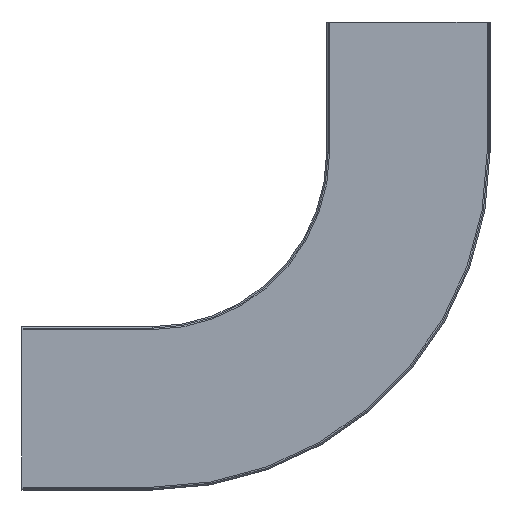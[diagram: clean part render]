
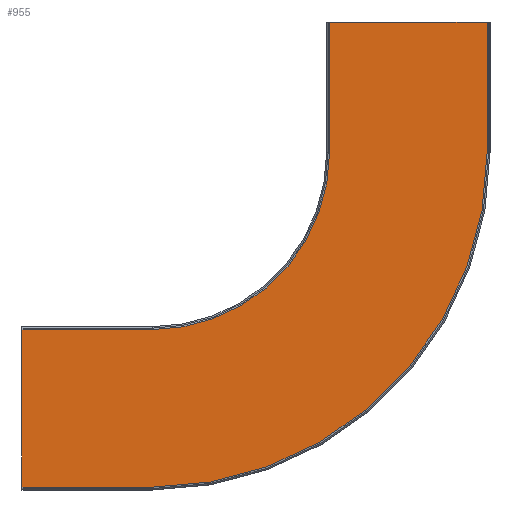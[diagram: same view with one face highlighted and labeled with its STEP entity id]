
A CAD part, left-side view. The second image highlights one B-rep face of the part: STEP entity #955.
In plain terms, the highlighted planar face has unit normal (-1, 0, 0).
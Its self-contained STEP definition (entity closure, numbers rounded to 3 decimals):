
#328=DIRECTION('',(0.,-1.,0.));
#329=VECTOR('',#328,109.);
#330=CARTESIAN_POINT('',(-1.5,57.71,-8.96));
#331=LINE('',#330,#329);
#441=DIRECTION('',(0.,0.,1.));
#442=VECTOR('',#441,90.);
#443=CARTESIAN_POINT('',(-1.5,57.71,-98.96));
#444=LINE('',#443,#442);
#449=CARTESIAN_POINT('',(-1.5,180.46,-98.96));
#450=DIRECTION('',(-1.,0.,0.));
#451=DIRECTION('',(0.,0.,-1.));
#452=AXIS2_PLACEMENT_3D('',#449,#450,#451);
#454=DIRECTION('',(0.,0.,-1.));
#455=VECTOR('',#454,109.);
#456=CARTESIAN_POINT('',(-1.5,270.46,-221.71));
#457=LINE('',#456,#455);
#458=CARTESIAN_POINT('',(-1.5,180.46,-98.96));
#459=DIRECTION('',(1.,0.,0.));
#460=DIRECTION('',(0.,-1.,0.));
#461=AXIS2_PLACEMENT_3D('',#458,#459,#460);
#467=DIRECTION('',(0.,0.,-1.));
#468=VECTOR('',#467,90.);
#469=CARTESIAN_POINT('',(-1.5,-51.29,-8.96));
#470=LINE('',#469,#468);
#624=DIRECTION('',(0.,-1.,0.));
#625=VECTOR('',#624,90.);
#626=CARTESIAN_POINT('',(-1.5,270.46,-221.71));
#627=LINE('',#626,#625);
#636=DIRECTION('',(0.,1.,0.));
#637=VECTOR('',#636,90.);
#638=CARTESIAN_POINT('',(-1.5,180.46,-330.71));
#639=LINE('',#638,#637);
#659=CARTESIAN_POINT('',(-1.5,-51.29,-8.96));
#660=VERTEX_POINT('',#659);
#661=CARTESIAN_POINT('',(-1.5,57.71,-8.96));
#662=VERTEX_POINT('',#661);
#709=CARTESIAN_POINT('',(-1.5,-51.29,-98.96));
#710=VERTEX_POINT('',#709);
#711=CARTESIAN_POINT('',(-1.5,180.46,-330.71));
#712=VERTEX_POINT('',#711);
#713=CARTESIAN_POINT('',(-1.5,270.46,-330.71));
#714=VERTEX_POINT('',#713);
#715=CARTESIAN_POINT('',(-1.5,270.46,-221.71));
#716=VERTEX_POINT('',#715);
#717=CARTESIAN_POINT('',(-1.5,180.46,-221.71));
#718=VERTEX_POINT('',#717);
#719=CARTESIAN_POINT('',(-1.5,57.71,-98.96));
#720=VERTEX_POINT('',#719);
#934=CARTESIAN_POINT('',(-1.5,57.71,-8.96));
#935=DIRECTION('',(-1.,0.,0.));
#936=DIRECTION('',(0.,1.,0.));
#937=AXIS2_PLACEMENT_3D('',#934,#935,#936);
#938=PLANE('',#937);
#939=ORIENTED_EDGE('',*,*,#762,.T.);
#941=ORIENTED_EDGE('',*,*,#940,.T.);
#943=ORIENTED_EDGE('',*,*,#942,.F.);
#945=ORIENTED_EDGE('',*,*,#944,.T.);
#947=ORIENTED_EDGE('',*,*,#946,.F.);
#949=ORIENTED_EDGE('',*,*,#948,.T.);
#951=ORIENTED_EDGE('',*,*,#950,.F.);
#952=ORIENTED_EDGE('',*,*,#926,.T.);
#953=EDGE_LOOP('',(#939,#941,#943,#945,#947,#949,#951,#952));
#954=FACE_OUTER_BOUND('',#953,.F.);
#955=ADVANCED_FACE('',(#954),#938,.T.);
#453=CIRCLE('',#452,231.75);
#462=CIRCLE('',#461,122.75);
#762=EDGE_CURVE('',#662,#660,#331,.T.);
#926=EDGE_CURVE('',#720,#662,#444,.T.);
#940=EDGE_CURVE('',#660,#710,#470,.T.);
#942=EDGE_CURVE('',#712,#710,#453,.T.);
#944=EDGE_CURVE('',#712,#714,#639,.T.);
#946=EDGE_CURVE('',#716,#714,#457,.T.);
#948=EDGE_CURVE('',#716,#718,#627,.T.);
#950=EDGE_CURVE('',#720,#718,#462,.T.);
